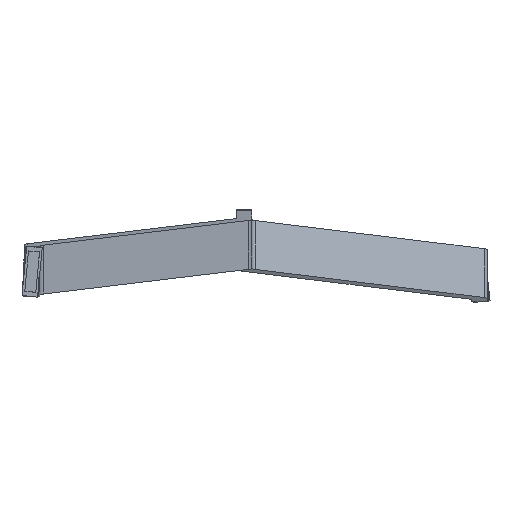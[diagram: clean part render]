
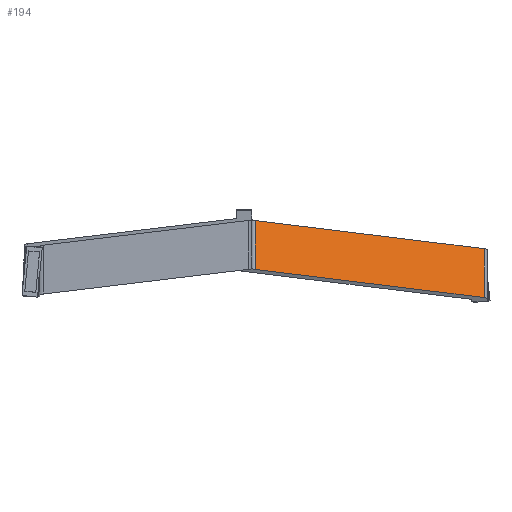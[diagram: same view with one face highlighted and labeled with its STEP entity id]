
A CAD part, top view. The second image highlights one B-rep face of the part: STEP entity #194.
In plain terms, the highlighted planar face has unit normal (0.574, 0.142, 0.807).
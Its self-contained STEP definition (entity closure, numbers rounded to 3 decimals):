
#194=ADVANCED_FACE('',(#310),#250,.T.);
#250=PLANE('',#1335);
#310=FACE_OUTER_BOUND('',#380,.T.);
#380=EDGE_LOOP('',(#632,#633,#634,#635));
#632=ORIENTED_EDGE('',*,*,#982,.T.);
#633=ORIENTED_EDGE('',*,*,#986,.T.);
#634=ORIENTED_EDGE('',*,*,#970,.F.);
#635=ORIENTED_EDGE('',*,*,#987,.F.);
#826=VERTEX_POINT('',#1947);
#827=VERTEX_POINT('',#1949);
#834=VERTEX_POINT('',#1968);
#835=VERTEX_POINT('',#1970);
#970=EDGE_CURVE('',#826,#827,#1108,.T.);
#982=EDGE_CURVE('',#835,#834,#1115,.T.);
#986=EDGE_CURVE('',#834,#827,#1118,.T.);
#987=EDGE_CURVE('',#835,#826,#1119,.T.);
#1108=LINE('',#1948,#1224);
#1115=LINE('',#1969,#1231);
#1118=LINE('',#1978,#1234);
#1119=LINE('',#1979,#1235);
#1224=VECTOR('',#1547,1.);
#1231=VECTOR('',#1566,1.);
#1234=VECTOR('',#1579,1.);
#1235=VECTOR('',#1580,1.);
#1335=AXIS2_PLACEMENT_3D('',#1980,#1581,#1582);
#1547=DIRECTION('',(-0.819,0.1,0.565));
#1566=DIRECTION('',(-0.819,0.1,0.565));
#1579=DIRECTION('',(0.,-0.985,0.174));
#1580=DIRECTION('',(0.,-0.985,0.174));
#1581=DIRECTION('',(0.574,0.142,0.807));
#1582=DIRECTION('',(0.815,0.,-0.579));
#1947=CARTESIAN_POINT('',(330.7,-83.751,-820.555));
#1948=CARTESIAN_POINT('',(330.7,-83.751,-820.555));
#1949=CARTESIAN_POINT('',(15.405,-45.415,-603.138));
#1968=CARTESIAN_POINT('',(15.405,21.936,-615.013));
#1969=CARTESIAN_POINT('',(330.7,-16.4,-832.431));
#1970=CARTESIAN_POINT('',(330.7,-16.4,-832.431));
#1978=CARTESIAN_POINT('',(15.405,-45.415,-603.138));
#1979=CARTESIAN_POINT('',(330.7,-16.4,-832.431));
#1980=CARTESIAN_POINT('',(330.7,-16.4,-832.431));
